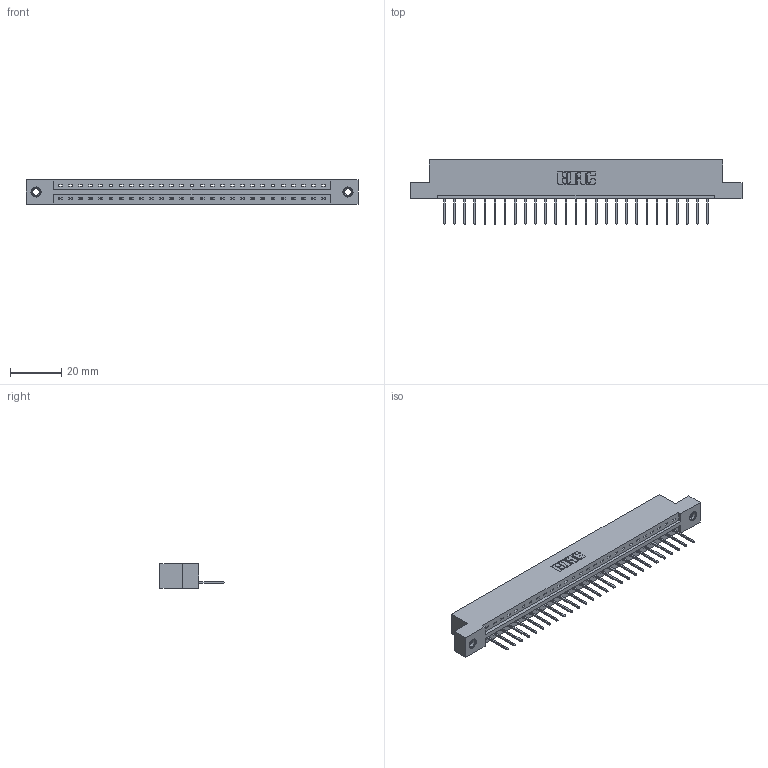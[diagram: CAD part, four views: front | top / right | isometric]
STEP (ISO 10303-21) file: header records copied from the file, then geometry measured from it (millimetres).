
FILE_DESCRIPTION (( 'STEP AP203' ), '1' );
FILE_NAME ('387-027-523-107.STEP', '2018-09-16T14:15:58', ( '' ), ( '' ), 'SwSTEP 2.0', 'SolidWorks 2016', '' );
FILE_SCHEMA (( 'CONFIG_CONTROL_DESIGN' ));
Length unit declared in the file: inch
Products named in the file (4): 345-292-001_345-293-123; 345-250-001_345-250-005-103; 387-027-523-107; 337 Part_Flush Mounting Lugs - 0.156 Dia-TI
Assembly tree (30 placements, depth 2):
  387-027-523-107
    337 Part_Flush Mounting Lugs - 0.156 Dia-TI
    345-292-001_345-293-123  x27
    345-250-001_345-250-005-103  x2
Bounding box: 130 x 25.15 x 9.4 mm (x, y, z)
Volume: 13299.4 mm3; surface area: 13724.5 mm2
Topology: 30 solids, 30 shells, 1848 faces, 5523 edges, 3638 vertices
Faces by surface type: plane 1344, cylinder 488, cone 12, torus 4
Entity records: 23214 total; most frequent: CARTESIAN_POINT 4022, ORIENTED_EDGE 3978, DIRECTION 3449, EDGE_CURVE 1989, VECTOR 1841, LINE 1841, VERTEX_POINT 1320, AXIS2_PLACEMENT_3D 804
